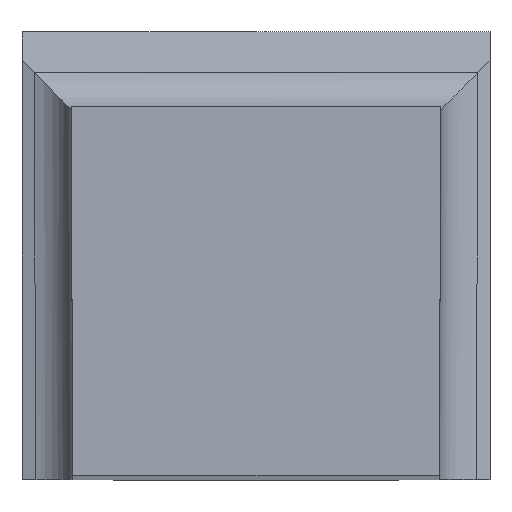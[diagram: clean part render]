
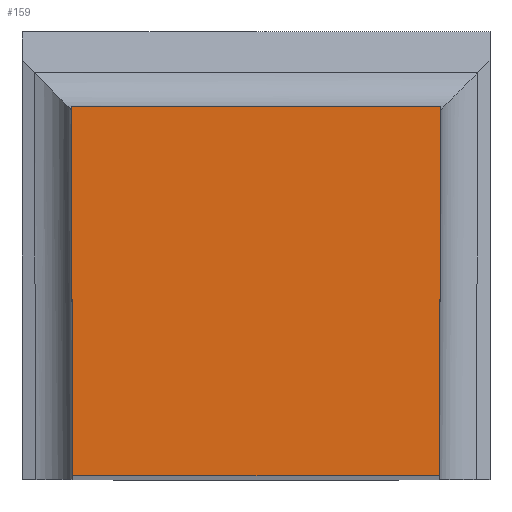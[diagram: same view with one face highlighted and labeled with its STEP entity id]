
A CAD part, top view. The second image highlights one B-rep face of the part: STEP entity #159.
In plain terms, the highlighted planar face has unit normal (0, 0, 1).
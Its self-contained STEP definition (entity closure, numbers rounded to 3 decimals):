
#125=FACE_OUTER_BOUND('',#362,.T.);
#159=ADVANCED_FACE('SHANK_FACE_BACK',(#125),#190,.F.);
#190=PLANE('',#817);
#241=LINE('',#1223,#306);
#247=LINE('',#1242,#312);
#248=LINE('',#1244,#313);
#249=LINE('',#1246,#314);
#306=VECTOR('',#951,1.);
#312=VECTOR('',#969,1.);
#313=VECTOR('',#970,1.);
#314=VECTOR('',#971,1.);
#362=EDGE_LOOP('',(#482,#483,#484,#485));
#482=ORIENTED_EDGE('',*,*,#675,.F.);
#483=ORIENTED_EDGE('',*,*,#665,.T.);
#484=ORIENTED_EDGE('',*,*,#676,.T.);
#485=ORIENTED_EDGE('',*,*,#677,.F.);
#594=VERTEX_POINT('',#1222);
#595=VERTEX_POINT('',#1224);
#602=VERTEX_POINT('',#1243);
#603=VERTEX_POINT('',#1245);
#665=EDGE_CURVE('',#595,#594,#241,.T.);
#675=EDGE_CURVE('',#595,#602,#247,.T.);
#676=EDGE_CURVE('',#594,#603,#248,.T.);
#677=EDGE_CURVE('',#602,#603,#249,.T.);
#817=AXIS2_PLACEMENT_3D('',#1247,#972,#973);
#951=DIRECTION('',(1.,0.,0.));
#969=DIRECTION('',(-0.004,1.,0.));
#970=DIRECTION('',(0.004,1.,0.));
#971=DIRECTION('',(1.,0.,0.));
#972=DIRECTION('',(0.,0.,-1.));
#973=DIRECTION('',(0.,-1.,0.));
#1222=CARTESIAN_POINT('',(-0.052,0.,0.));
#1223=CARTESIAN_POINT('',(-14.206,0.,0.));
#1224=CARTESIAN_POINT('',(-11.823,0.,0.));
#1242=CARTESIAN_POINT('',(-11.377,-102.344,0.));
#1243=CARTESIAN_POINT('',(-11.875,11.875,0.));
#1244=CARTESIAN_POINT('',(-0.498,-102.344,0.));
#1245=CARTESIAN_POINT('',(0.,11.875,0.));
#1246=CARTESIAN_POINT('',(-14.206,11.875,0.));
#1247=CARTESIAN_POINT('',(0.,0.,0.));
